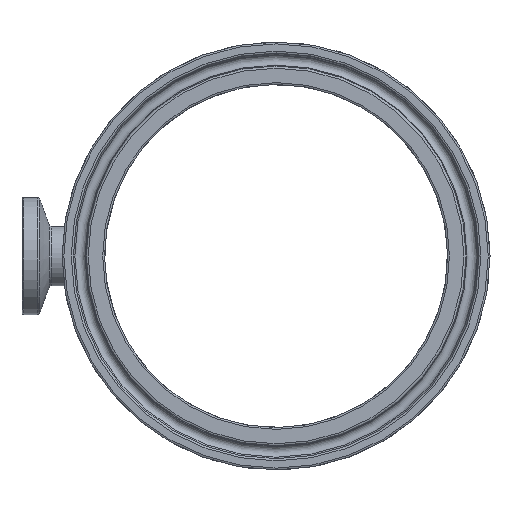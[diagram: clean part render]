
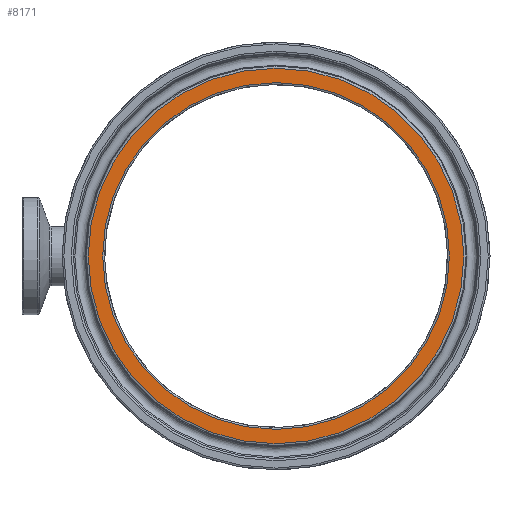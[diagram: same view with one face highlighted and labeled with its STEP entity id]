
A CAD part, left-side view. The second image highlights one B-rep face of the part: STEP entity #8171.
In plain terms, the highlighted planar face has unit normal (-1, 0, 0).
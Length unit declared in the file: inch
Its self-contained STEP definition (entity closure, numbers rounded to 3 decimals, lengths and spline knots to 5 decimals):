
#171=FACE_BOUND('',#1564,.T.);
#362=PLANE('',#8645);
#1021=FACE_OUTER_BOUND('',#1563,.T.);
#1563=EDGE_LOOP('',(#7550));
#1564=EDGE_LOOP('',(#7551));
#2824=CIRCLE('',#8644,1.45);
#2825=CIRCLE('',#8646,1.57066);
#4050=VERTEX_POINT('',#18015);
#4051=VERTEX_POINT('',#18018);
#5226=EDGE_CURVE('',#4050,#4050,#2824,.T.);
#5227=EDGE_CURVE('',#4051,#4051,#2825,.T.);
#7550=ORIENTED_EDGE('',*,*,#5227,.F.);
#7551=ORIENTED_EDGE('',*,*,#5226,.F.);
#8171=ADVANCED_FACE('',(#1021,#171),#362,.T.);
#8644=AXIS2_PLACEMENT_3D('',#18016,#10106,#10107);
#8645=AXIS2_PLACEMENT_3D('',#18017,#10108,#10109);
#8646=AXIS2_PLACEMENT_3D('',#18019,#10110,#10111);
#10106=DIRECTION('center_axis',(-1.,0.,0.));
#10107=DIRECTION('ref_axis',(0.,-1.,0.));
#10108=DIRECTION('center_axis',(-1.,0.,0.));
#10109=DIRECTION('ref_axis',(0.,0.,1.));
#10110=DIRECTION('center_axis',(1.,0.,0.));
#10111=DIRECTION('ref_axis',(0.,-1.,0.));
#18015=CARTESIAN_POINT('',(-0.5,1.45,0.));
#18016=CARTESIAN_POINT('Origin',(-0.5,0.,0.));
#18017=CARTESIAN_POINT('Origin',(-0.5,1.58466,0.));
#18018=CARTESIAN_POINT('',(-0.5,1.57066,0.));
#18019=CARTESIAN_POINT('Origin',(-0.5,0.,0.));
